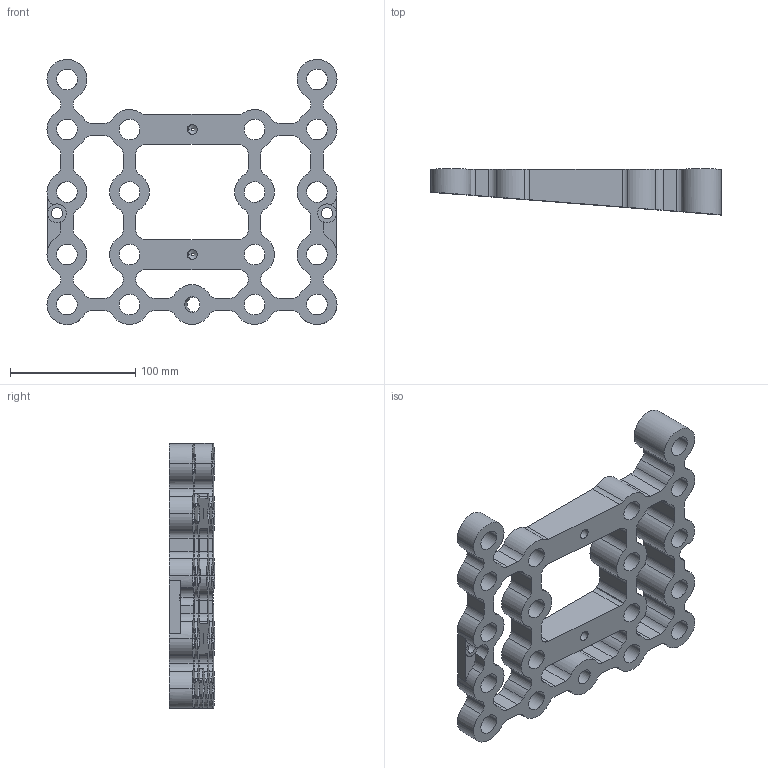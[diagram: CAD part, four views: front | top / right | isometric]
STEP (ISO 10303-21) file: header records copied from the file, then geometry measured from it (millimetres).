
FILE_DESCRIPTION(('CAx-IF Rec.Pracs.---Model Styling and Organization---1.2---2011-12-15','CAx-IF Rec.Pracs.---Geometric and Assembly Validation Properties---4.1---2014-06-16','CAx-IF Rec.Pracs.---PMI Polyline Presentation---2.0---2013-05-24'),'2;1');
FILE_NAME('81.41820-0278_G3D_0001.stp','2022-06-14T16:00:23+02:00',(''),(''),'STEP Interface 4.4 SP1 by CT CoreTechnologie','3D_Evolution4.4 SP1 by CT CoreTechnologie','');
FILE_SCHEMA(('AP203_CONFIGURATION_CONTROLLED_3D_DESIGN_OF_MECHANICAL_PARTS_AND_ASSEMBLIES_MIM_LF'));
Length unit declared in the file: millimetre
Products named in the file (1): 81.41820-0278_G3D_0001
Bounding box: 232 x 36.47 x 212 mm (x, y, z)
Volume: 490220.5 mm3; surface area: 128984.5 mm2
Topology: 1 solids, 1 shells, 270 faces, 790 edges, 522 vertices
Faces by surface type: cylinder 206, plane 56, bspline 8
Entity records: 12686 total; most frequent: CARTESIAN_POINT 2103, DIRECTION 1642, ORIENTED_EDGE 1580, EDGE_CURVE 790, AXIS2_PLACEMENT_3D 633, VERTEX_POINT 522, VECTOR 376, LINE 376
